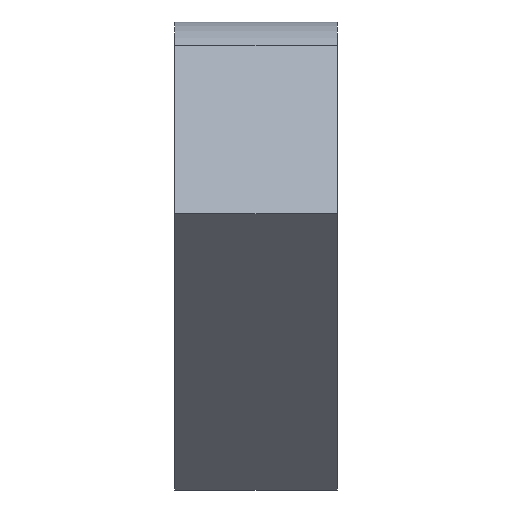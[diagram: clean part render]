
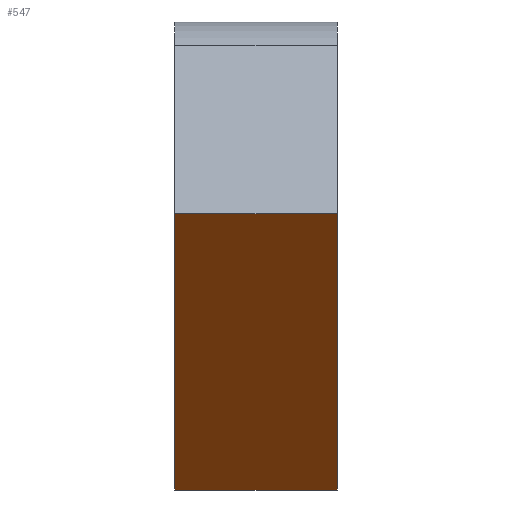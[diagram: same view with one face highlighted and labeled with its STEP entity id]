
A CAD part, front view. The second image highlights one B-rep face of the part: STEP entity #547.
In plain terms, the highlighted planar face has unit normal (0, -0.707, -0.707).
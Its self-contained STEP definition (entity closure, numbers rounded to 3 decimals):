
#39=PLANE('',#614);
#66=FACE_OUTER_BOUND('',#95,.T.);
#95=EDGE_LOOP('',(#470,#471,#472,#473));
#134=LINE('',#834,#189);
#137=LINE('',#844,#192);
#158=LINE('',#909,#213);
#159=LINE('',#911,#214);
#189=VECTOR('',#671,10.);
#192=VECTOR('',#682,10.);
#213=VECTOR('',#753,10.);
#214=VECTOR('',#756,10.);
#264=VERTEX_POINT('',#831);
#265=VERTEX_POINT('',#833);
#268=VERTEX_POINT('',#843);
#287=VERTEX_POINT('',#907);
#320=EDGE_CURVE('',#264,#265,#134,.T.);
#325=EDGE_CURVE('',#265,#268,#137,.T.);
#358=EDGE_CURVE('',#264,#287,#158,.T.);
#359=EDGE_CURVE('',#268,#287,#159,.T.);
#470=ORIENTED_EDGE('',*,*,#358,.T.);
#471=ORIENTED_EDGE('',*,*,#359,.F.);
#472=ORIENTED_EDGE('',*,*,#325,.F.);
#473=ORIENTED_EDGE('',*,*,#320,.F.);
#547=ADVANCED_FACE('',(#66),#39,.T.);
#614=AXIS2_PLACEMENT_3D('',#910,#754,#755);
#671=DIRECTION('',(0.,-0.707,0.707));
#682=DIRECTION('',(1.,0.,0.));
#753=DIRECTION('',(1.,0.,0.));
#754=DIRECTION('center_axis',(0.,-0.707,-0.707));
#755=DIRECTION('ref_axis',(0.,0.707,-0.707));
#756=DIRECTION('',(0.,0.707,-0.707));
#831=CARTESIAN_POINT('',(-10.,1.414,-32.527));
#833=CARTESIAN_POINT('',(-10.,-32.527,1.414));
#834=CARTESIAN_POINT('',(-10.,-32.527,1.414));
#843=CARTESIAN_POINT('',(10.,-32.527,1.414));
#844=CARTESIAN_POINT('',(0.,-32.527,1.414));
#907=CARTESIAN_POINT('',(10.,1.414,-32.527));
#909=CARTESIAN_POINT('',(0.,1.414,-32.527));
#910=CARTESIAN_POINT('Origin',(0.,-32.527,1.414));
#911=CARTESIAN_POINT('',(10.,-32.527,1.414));
